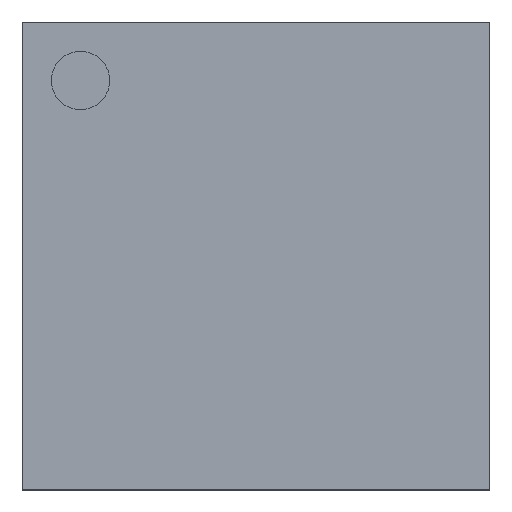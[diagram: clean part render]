
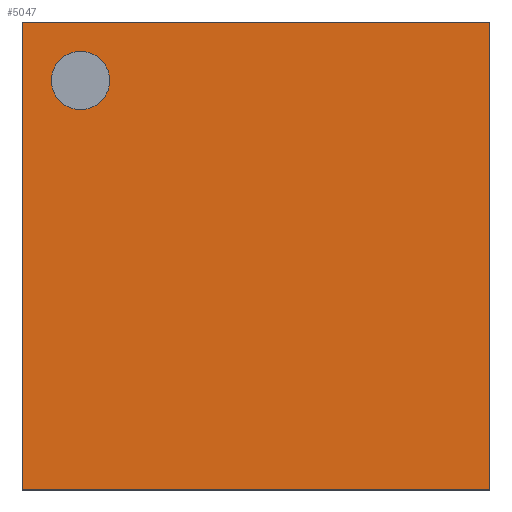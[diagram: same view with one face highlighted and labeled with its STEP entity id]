
A CAD part, top view. The second image highlights one B-rep face of the part: STEP entity #5047.
In plain terms, the highlighted planar face has unit normal (0, 0, 1).
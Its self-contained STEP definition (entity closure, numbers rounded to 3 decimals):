
#4858 = VERTEX_POINT('',#4859);
#4859 = CARTESIAN_POINT('',(-13.5,-13.5,2.6));
#4866 = PLANE('',#4867);
#4867 = AXIS2_PLACEMENT_3D('',#4868,#4869,#4870);
#4868 = CARTESIAN_POINT('',(-13.5,-13.5,0.75));
#4869 = DIRECTION('',(1.,0.,0.));
#4870 = DIRECTION('',(0.,0.,1.));
#4878 = PLANE('',#4879);
#4879 = AXIS2_PLACEMENT_3D('',#4880,#4881,#4882);
#4880 = CARTESIAN_POINT('',(-13.5,-13.5,0.75));
#4881 = DIRECTION('',(0.,1.,0.));
#4882 = DIRECTION('',(0.,0.,1.));
#4919 = VERTEX_POINT('',#4920);
#4920 = CARTESIAN_POINT('',(-13.5,13.5,2.6));
#4934 = PLANE('',#4935);
#4935 = AXIS2_PLACEMENT_3D('',#4936,#4937,#4938);
#4936 = CARTESIAN_POINT('',(-13.5,13.5,0.75));
#4937 = DIRECTION('',(0.,1.,0.));
#4938 = DIRECTION('',(0.,0.,1.));
#4946 = EDGE_CURVE('',#4858,#4919,#4947,.T.);
#4947 = SURFACE_CURVE('',#4948,(#4952,#4959),.PCURVE_S1.);
#4948 = LINE('',#4949,#4950);
#4949 = CARTESIAN_POINT('',(-13.5,-13.5,2.6));
#4950 = VECTOR('',#4951,1.);
#4951 = DIRECTION('',(0.,1.,0.));
#4952 = PCURVE('',#4866,#4953);
#4953 = DEFINITIONAL_REPRESENTATION('',(#4954),#4958);
#4954 = LINE('',#4955,#4956);
#4955 = CARTESIAN_POINT('',(1.85,0.));
#4956 = VECTOR('',#4957,1.);
#4957 = DIRECTION('',(0.,-1.));
#4958 = ( GEOMETRIC_REPRESENTATION_CONTEXT(2) 
PARAMETRIC_REPRESENTATION_CONTEXT() REPRESENTATION_CONTEXT('2D SPACE',''
  ) );
#4959 = PCURVE('',#4960,#4965);
#4960 = PLANE('',#4961);
#4961 = AXIS2_PLACEMENT_3D('',#4962,#4963,#4964);
#4962 = CARTESIAN_POINT('',(-13.5,-13.5,2.6));
#4963 = DIRECTION('',(0.,0.,1.));
#4964 = DIRECTION('',(1.,0.,0.));
#4965 = DEFINITIONAL_REPRESENTATION('',(#4966),#4970);
#4966 = LINE('',#4967,#4968);
#4967 = CARTESIAN_POINT('',(0.,0.));
#4968 = VECTOR('',#4969,1.);
#4969 = DIRECTION('',(0.,1.));
#4970 = ( GEOMETRIC_REPRESENTATION_CONTEXT(2) 
PARAMETRIC_REPRESENTATION_CONTEXT() REPRESENTATION_CONTEXT('2D SPACE',''
  ) );
#4999 = EDGE_CURVE('',#4858,#5000,#5002,.T.);
#5000 = VERTEX_POINT('',#5001);
#5001 = CARTESIAN_POINT('',(13.5,-13.5,2.6));
#5002 = SURFACE_CURVE('',#5003,(#5007,#5014),.PCURVE_S1.);
#5003 = LINE('',#5004,#5005);
#5004 = CARTESIAN_POINT('',(-13.5,-13.5,2.6));
#5005 = VECTOR('',#5006,1.);
#5006 = DIRECTION('',(1.,0.,0.));
#5007 = PCURVE('',#4878,#5008);
#5008 = DEFINITIONAL_REPRESENTATION('',(#5009),#5013);
#5009 = LINE('',#5010,#5011);
#5010 = CARTESIAN_POINT('',(1.85,0.));
#5011 = VECTOR('',#5012,1.);
#5012 = DIRECTION('',(0.,1.));
#5013 = ( GEOMETRIC_REPRESENTATION_CONTEXT(2) 
PARAMETRIC_REPRESENTATION_CONTEXT() REPRESENTATION_CONTEXT('2D SPACE',''
  ) );
#5014 = PCURVE('',#4960,#5015);
#5015 = DEFINITIONAL_REPRESENTATION('',(#5016),#5020);
#5016 = LINE('',#5017,#5018);
#5017 = CARTESIAN_POINT('',(0.,0.));
#5018 = VECTOR('',#5019,1.);
#5019 = DIRECTION('',(1.,0.));
#5020 = ( GEOMETRIC_REPRESENTATION_CONTEXT(2) 
PARAMETRIC_REPRESENTATION_CONTEXT() REPRESENTATION_CONTEXT('2D SPACE',''
  ) );
#5036 = PLANE('',#5037);
#5037 = AXIS2_PLACEMENT_3D('',#5038,#5039,#5040);
#5038 = CARTESIAN_POINT('',(13.5,-13.5,0.75));
#5039 = DIRECTION('',(1.,0.,0.));
#5040 = DIRECTION('',(0.,0.,1.));
#5047 = ADVANCED_FACE('',(#5048,#5096),#4960,.T.);
#5048 = FACE_BOUND('',#5049,.T.);
#5049 = EDGE_LOOP('',(#5050,#5051,#5052,#5075));
#5050 = ORIENTED_EDGE('',*,*,#4946,.F.);
#5051 = ORIENTED_EDGE('',*,*,#4999,.T.);
#5052 = ORIENTED_EDGE('',*,*,#5053,.T.);
#5053 = EDGE_CURVE('',#5000,#5054,#5056,.T.);
#5054 = VERTEX_POINT('',#5055);
#5055 = CARTESIAN_POINT('',(13.5,13.5,2.6));
#5056 = SURFACE_CURVE('',#5057,(#5061,#5068),.PCURVE_S1.);
#5057 = LINE('',#5058,#5059);
#5058 = CARTESIAN_POINT('',(13.5,-13.5,2.6));
#5059 = VECTOR('',#5060,1.);
#5060 = DIRECTION('',(0.,1.,0.));
#5061 = PCURVE('',#4960,#5062);
#5062 = DEFINITIONAL_REPRESENTATION('',(#5063),#5067);
#5063 = LINE('',#5064,#5065);
#5064 = CARTESIAN_POINT('',(27.,0.));
#5065 = VECTOR('',#5066,1.);
#5066 = DIRECTION('',(0.,1.));
#5067 = ( GEOMETRIC_REPRESENTATION_CONTEXT(2) 
PARAMETRIC_REPRESENTATION_CONTEXT() REPRESENTATION_CONTEXT('2D SPACE',''
  ) );
#5068 = PCURVE('',#5036,#5069);
#5069 = DEFINITIONAL_REPRESENTATION('',(#5070),#5074);
#5070 = LINE('',#5071,#5072);
#5071 = CARTESIAN_POINT('',(1.85,0.));
#5072 = VECTOR('',#5073,1.);
#5073 = DIRECTION('',(0.,-1.));
#5074 = ( GEOMETRIC_REPRESENTATION_CONTEXT(2) 
PARAMETRIC_REPRESENTATION_CONTEXT() REPRESENTATION_CONTEXT('2D SPACE',''
  ) );
#5075 = ORIENTED_EDGE('',*,*,#5076,.F.);
#5076 = EDGE_CURVE('',#4919,#5054,#5077,.T.);
#5077 = SURFACE_CURVE('',#5078,(#5082,#5089),.PCURVE_S1.);
#5078 = LINE('',#5079,#5080);
#5079 = CARTESIAN_POINT('',(-13.5,13.5,2.6));
#5080 = VECTOR('',#5081,1.);
#5081 = DIRECTION('',(1.,0.,0.));
#5082 = PCURVE('',#4960,#5083);
#5083 = DEFINITIONAL_REPRESENTATION('',(#5084),#5088);
#5084 = LINE('',#5085,#5086);
#5085 = CARTESIAN_POINT('',(0.,27.));
#5086 = VECTOR('',#5087,1.);
#5087 = DIRECTION('',(1.,0.));
#5088 = ( GEOMETRIC_REPRESENTATION_CONTEXT(2) 
PARAMETRIC_REPRESENTATION_CONTEXT() REPRESENTATION_CONTEXT('2D SPACE',''
  ) );
#5089 = PCURVE('',#4934,#5090);
#5090 = DEFINITIONAL_REPRESENTATION('',(#5091),#5095);
#5091 = LINE('',#5092,#5093);
#5092 = CARTESIAN_POINT('',(1.85,0.));
#5093 = VECTOR('',#5094,1.);
#5094 = DIRECTION('',(0.,1.));
#5095 = ( GEOMETRIC_REPRESENTATION_CONTEXT(2) 
PARAMETRIC_REPRESENTATION_CONTEXT() REPRESENTATION_CONTEXT('2D SPACE',''
  ) );
#5096 = FACE_BOUND('',#5097,.T.);
#5097 = EDGE_LOOP('',(#5098));
#5098 = ORIENTED_EDGE('',*,*,#5099,.F.);
#5099 = EDGE_CURVE('',#5100,#5100,#5102,.T.);
#5100 = VERTEX_POINT('',#5101);
#5101 = CARTESIAN_POINT('',(-8.438,10.125,2.6));
#5102 = SURFACE_CURVE('',#5103,(#5108,#5115),.PCURVE_S1.);
#5103 = CIRCLE('',#5104,1.688);
#5104 = AXIS2_PLACEMENT_3D('',#5105,#5106,#5107);
#5105 = CARTESIAN_POINT('',(-10.125,10.125,2.6));
#5106 = DIRECTION('',(0.,0.,1.));
#5107 = DIRECTION('',(1.,0.,0.));
#5108 = PCURVE('',#4960,#5109);
#5109 = DEFINITIONAL_REPRESENTATION('',(#5110),#5114);
#5110 = CIRCLE('',#5111,1.688);
#5111 = AXIS2_PLACEMENT_2D('',#5112,#5113);
#5112 = CARTESIAN_POINT('',(3.375,23.625));
#5113 = DIRECTION('',(1.,0.));
#5114 = ( GEOMETRIC_REPRESENTATION_CONTEXT(2) 
PARAMETRIC_REPRESENTATION_CONTEXT() REPRESENTATION_CONTEXT('2D SPACE',''
  ) );
#5115 = PCURVE('',#5116,#5121);
#5116 = CYLINDRICAL_SURFACE('',#5117,1.688);
#5117 = AXIS2_PLACEMENT_3D('',#5118,#5119,#5120);
#5118 = CARTESIAN_POINT('',(-10.125,10.125,2.34));
#5119 = DIRECTION('',(0.,0.,1.));
#5120 = DIRECTION('',(1.,0.,0.));
#5121 = DEFINITIONAL_REPRESENTATION('',(#5122),#5126);
#5122 = LINE('',#5123,#5124);
#5123 = CARTESIAN_POINT('',(0.,0.26));
#5124 = VECTOR('',#5125,1.);
#5125 = DIRECTION('',(1.,0.));
#5126 = ( GEOMETRIC_REPRESENTATION_CONTEXT(2) 
PARAMETRIC_REPRESENTATION_CONTEXT() REPRESENTATION_CONTEXT('2D SPACE',''
  ) );
